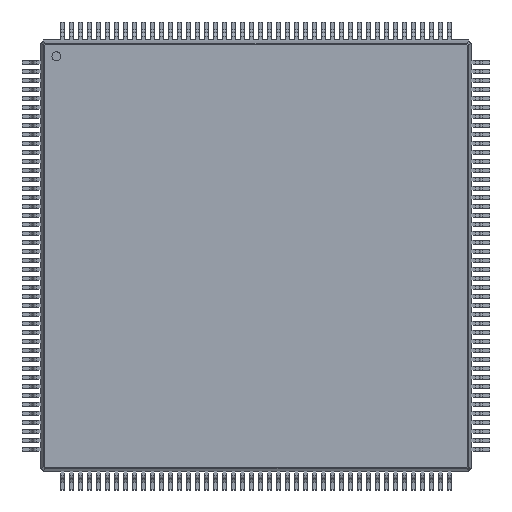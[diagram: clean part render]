
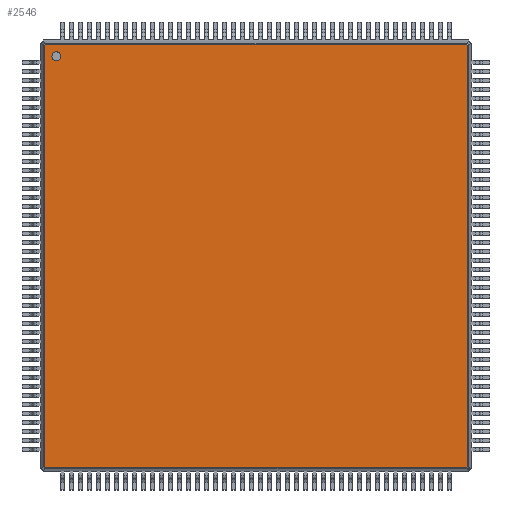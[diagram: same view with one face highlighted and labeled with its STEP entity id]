
A CAD part, top view. The second image highlights one B-rep face of the part: STEP entity #2546.
In plain terms, the highlighted planar face has unit normal (0, 0, 1).
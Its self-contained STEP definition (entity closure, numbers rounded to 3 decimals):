
#13=DIRECTION('',(0.,0.,1.));
#43=CARTESIAN_POINT('',(-11.718,11.787,1.5));
#433=VERTEX_POINT('',#434);
#434=CARTESIAN_POINT('',(-11.702,11.746,1.5));
#446=EDGE_CURVE('',#433,#447,#449,.T.);
#447=VERTEX_POINT('',#448);
#448=CARTESIAN_POINT('',(11.702,11.746,1.5));
#449=B_SPLINE_CURVE_WITH_KNOTS('',2,(#450,#451,#452,#453,#454),.UNSPECIFIED.,.F.,.F.,(3,1,1,3),(-1.188,-0.04,23.477,24.625),.UNSPECIFIED.);
#450=CARTESIAN_POINT('',(-12.906,11.746,1.5));
#451=CARTESIAN_POINT('',(-12.333,11.746,1.5));
#452=CARTESIAN_POINT('',(0.,11.746,1.5));
#453=CARTESIAN_POINT('',(12.333,11.746,1.5));
#454=CARTESIAN_POINT('',(12.906,11.746,1.5));
#2076=DIRECTION('',(0.,-1.,0.));
#2487=EDGE_CURVE('',#447,#2488,#2490,.T.);
#2488=VERTEX_POINT('',#2489);
#2489=CARTESIAN_POINT('',(11.746,11.702,1.5));
#2490=B_SPLINE_CURVE_WITH_KNOTS('',2,(#2491,#2492,#2493,#2494,#2495),.UNSPECIFIED.,.F.,.F.,(3,1,1,3),(-0.473,-0.04,0.137,0.57),.UNSPECIFIED.);
#2491=CARTESIAN_POINT('',(11.356,12.093,1.5));
#2492=CARTESIAN_POINT('',(11.509,11.94,1.5));
#2493=CARTESIAN_POINT('',(11.724,11.724,1.5));
#2494=CARTESIAN_POINT('',(11.94,11.509,1.5));
#2495=CARTESIAN_POINT('',(12.093,11.356,1.5));
#2519=VERTEX_POINT('',#2520);
#2520=CARTESIAN_POINT('',(-11.746,11.702,1.5));
#2532=EDGE_CURVE('',#2519,#433,#2533,.T.);
#2533=B_SPLINE_CURVE_WITH_KNOTS('',2,(#2534,#2535,#2536,#2537,#2538),.UNSPECIFIED.,.F.,.F.,(3,1,1,3),(-0.473,-0.04,0.137,0.57),.UNSPECIFIED.);
#2534=CARTESIAN_POINT('',(-12.093,11.356,1.5));
#2535=CARTESIAN_POINT('',(-11.94,11.509,1.5));
#2536=CARTESIAN_POINT('',(-11.724,11.724,1.5));
#2537=CARTESIAN_POINT('',(-11.509,11.94,1.5));
#2538=CARTESIAN_POINT('',(-11.356,12.093,1.5));
#2546=ADVANCED_FACE('',(#2547,#2600),#2610,.T.);
#2547=FACE_BOUND('',#2548,.T.);
#2548=EDGE_LOOP('',(#2549,#2550,#2551,#2561,#2571,#2581,#2591,#2599));
#2549=ORIENTED_EDGE('',*,*,#446,.F.);
#2550=ORIENTED_EDGE('',*,*,#2532,.F.);
#2551=ORIENTED_EDGE('',*,*,#2552,.F.);
#2552=EDGE_CURVE('',#2553,#2519,#2555,.T.);
#2553=VERTEX_POINT('',#2554);
#2554=CARTESIAN_POINT('',(-11.746,-11.702,1.5));
#2555=B_SPLINE_CURVE_WITH_KNOTS('',2,(#2556,#2557,#2558,#2559,#2560),.UNSPECIFIED.,.F.,.F.,(3,1,1,3),(-1.188,-0.04,23.477,24.625),.UNSPECIFIED.);
#2556=CARTESIAN_POINT('',(-11.746,-12.906,1.5));
#2557=CARTESIAN_POINT('',(-11.746,-12.333,1.5));
#2558=CARTESIAN_POINT('',(-11.746,0.,1.5));
#2559=CARTESIAN_POINT('',(-11.746,12.333,1.5));
#2560=CARTESIAN_POINT('',(-11.746,12.906,1.5));
#2561=ORIENTED_EDGE('',*,*,#2562,.F.);
#2562=EDGE_CURVE('',#2563,#2553,#2565,.T.);
#2563=VERTEX_POINT('',#2564);
#2564=CARTESIAN_POINT('',(-11.702,-11.746,1.5));
#2565=B_SPLINE_CURVE_WITH_KNOTS('',2,(#2566,#2567,#2568,#2569,#2570),.UNSPECIFIED.,.F.,.F.,(3,1,1,3),(-0.473,-0.04,0.137,0.57),.UNSPECIFIED.);
#2566=CARTESIAN_POINT('',(-11.356,-12.093,1.5));
#2567=CARTESIAN_POINT('',(-11.509,-11.94,1.5));
#2568=CARTESIAN_POINT('',(-11.724,-11.724,1.5));
#2569=CARTESIAN_POINT('',(-11.94,-11.509,1.5));
#2570=CARTESIAN_POINT('',(-12.093,-11.356,1.5));
#2571=ORIENTED_EDGE('',*,*,#2572,.F.);
#2572=EDGE_CURVE('',#2573,#2563,#2575,.T.);
#2573=VERTEX_POINT('',#2574);
#2574=CARTESIAN_POINT('',(11.702,-11.746,1.5));
#2575=B_SPLINE_CURVE_WITH_KNOTS('',2,(#2576,#2577,#2578,#2579,#2580),.UNSPECIFIED.,.F.,.F.,(3,1,1,3),(-1.188,-0.04,23.477,24.625),.UNSPECIFIED.);
#2576=CARTESIAN_POINT('',(12.906,-11.746,1.5));
#2577=CARTESIAN_POINT('',(12.333,-11.746,1.5));
#2578=CARTESIAN_POINT('',(0.,-11.746,1.5));
#2579=CARTESIAN_POINT('',(-12.333,-11.746,1.5));
#2580=CARTESIAN_POINT('',(-12.906,-11.746,1.5));
#2581=ORIENTED_EDGE('',*,*,#2582,.F.);
#2582=EDGE_CURVE('',#2583,#2573,#2585,.T.);
#2583=VERTEX_POINT('',#2584);
#2584=CARTESIAN_POINT('',(11.746,-11.702,1.5));
#2585=B_SPLINE_CURVE_WITH_KNOTS('',2,(#2586,#2587,#2588,#2589,#2590),.UNSPECIFIED.,.F.,.F.,(3,1,1,3),(-0.473,-0.04,0.137,0.57),.UNSPECIFIED.);
#2586=CARTESIAN_POINT('',(12.093,-11.356,1.5));
#2587=CARTESIAN_POINT('',(11.94,-11.509,1.5));
#2588=CARTESIAN_POINT('',(11.724,-11.724,1.5));
#2589=CARTESIAN_POINT('',(11.509,-11.94,1.5));
#2590=CARTESIAN_POINT('',(11.356,-12.093,1.5));
#2591=ORIENTED_EDGE('',*,*,#2592,.F.);
#2592=EDGE_CURVE('',#2488,#2583,#2593,.T.);
#2593=B_SPLINE_CURVE_WITH_KNOTS('',2,(#2594,#2595,#2596,#2597,#2598),.UNSPECIFIED.,.F.,.F.,(3,1,1,3),(-1.188,-0.04,23.477,24.625),.UNSPECIFIED.);
#2594=CARTESIAN_POINT('',(11.746,12.906,1.5));
#2595=CARTESIAN_POINT('',(11.746,12.333,1.5));
#2596=CARTESIAN_POINT('',(11.746,0.,1.5));
#2597=CARTESIAN_POINT('',(11.746,-12.333,1.5));
#2598=CARTESIAN_POINT('',(11.746,-12.906,1.5));
#2599=ORIENTED_EDGE('',*,*,#2487,.F.);
#2600=FACE_BOUND('',#2601,.T.);
#2601=EDGE_LOOP('',(#2602));
#2602=ORIENTED_EDGE('',*,*,#2603,.T.);
#2603=EDGE_CURVE('',#2604,#2604,#2606,.T.);
#2604=VERTEX_POINT('',#2605);
#2605=CARTESIAN_POINT('',(-11.087,10.837,1.5));
#2606=CIRCLE('',#2607,0.25);
#2607=AXIS2_PLACEMENT_3D('',#2608,#2609,#2076);
#2608=CARTESIAN_POINT('',(-11.087,11.087,1.5));
#2609=DIRECTION('',(0.,-0.,-1.));
#2610=PLANE('',#2611);
#2611=AXIS2_PLACEMENT_3D('',#43,#13,#2612);
#2612=DIRECTION('',(0.705,-0.709,0.));
